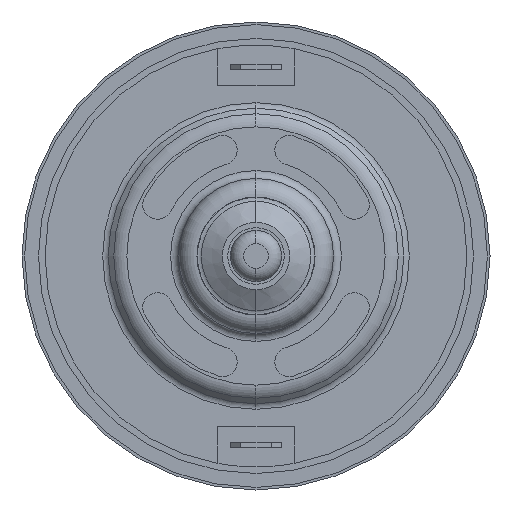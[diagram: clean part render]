
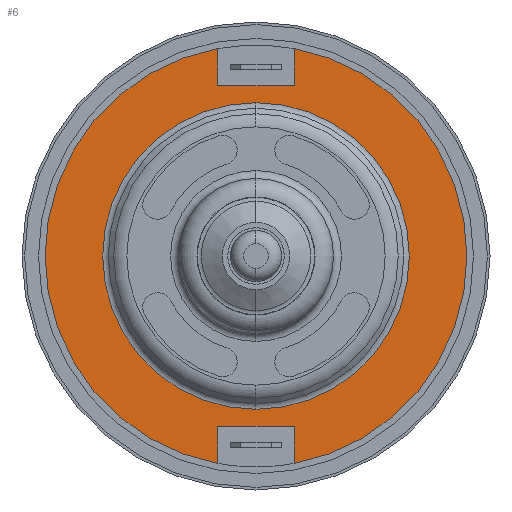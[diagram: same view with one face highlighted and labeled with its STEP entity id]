
A CAD part, left-side view. The second image highlights one B-rep face of the part: STEP entity #6.
In plain terms, the highlighted planar face has unit normal (-1, 0, 0).
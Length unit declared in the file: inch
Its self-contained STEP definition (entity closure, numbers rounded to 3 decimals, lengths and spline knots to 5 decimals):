
#6 = ADVANCED_FACE ( 'NONE', ( #1238, #1235 ), #4295, .T. ) ;
#139 = CIRCLE ( 'NONE', #5955, 0.58043 ) ;
#455 = EDGE_CURVE ( 'NONE', #4513, #4424, #139, .T. ) ;
#976 = AXIS2_PLACEMENT_3D ( 'NONE', #4296, #4293, #4292 ) ;
#1169 = EDGE_CURVE ( 'NONE', #4327, #4329, #2226, .T. ) ;
#1176 = EDGE_CURVE ( 'NONE', #3817, #4329, #2235, .T. ) ;
#1177 = EDGE_CURVE ( 'NONE', #3802, #3817, #2237, .T. ) ;
#1178 = EDGE_CURVE ( 'NONE', #4333, #3771, #2239, .T. ) ;
#1180 = EDGE_CURVE ( 'NONE', #4323, #3802, #2243, .T. ) ;
#1181 = EDGE_CURVE ( 'NONE', #4322, #4327, #2245, .T. ) ;
#1182 = EDGE_CURVE ( 'NONE', #4323, #4333, #2247, .T. ) ;
#1183 = EDGE_CURVE ( 'NONE', #3771, #4322, #2222, .T. ) ;
#1185 = EDGE_CURVE ( 'NONE', #4424, #4513, #2251, .T. ) ;
#1235 = FACE_BOUND ( 'NONE', #2590, .T. ) ;
#1238 = FACE_OUTER_BOUND ( 'NONE', #2527, .T. ) ;
#1523 = DIRECTION ( 'NONE',  ( -1., 0., 0. ) ) ;
#1537 = CARTESIAN_POINT ( 'NONE',  ( 0.075, 0.144, 0.64541 ) ) ;
#1541 = CARTESIAN_POINT ( 'NONE',  ( 0.075, 0.144, -0.64541 ) ) ;
#1588 = DIRECTION ( 'NONE',  ( 0., 0., 1. ) ) ;
#1597 = CARTESIAN_POINT ( 'NONE',  ( 0.075, -0.144, 0.64541 ) ) ;
#1644 = CARTESIAN_POINT ( 'NONE',  ( 0.075, -0.144, -0.64541 ) ) ;
#1651 = DIRECTION ( 'NONE',  ( 0., 0., -1. ) ) ;
#1659 = CARTESIAN_POINT ( 'NONE',  ( 0.075, 0.144, -0.78541 ) ) ;
#1721 = CARTESIAN_POINT ( 'NONE',  ( 0.075, -0.144, 0.64541 ) ) ;
#1733 = CARTESIAN_POINT ( 'NONE',  ( 0.075, 0.144, -0.64541 ) ) ;
#1748 = CARTESIAN_POINT ( 'NONE',  ( 0.075, -0.144, 0.64541 ) ) ;
#1751 = DIRECTION ( 'NONE',  ( 0., 0., -1. ) ) ;
#1840 = CARTESIAN_POINT ( 'NONE',  ( 0.075, 0., 0. ) ) ;
#1852 = CARTESIAN_POINT ( 'NONE',  ( 0.075, -0.144, -0.64541 ) ) ;
#1865 = DIRECTION ( 'NONE',  ( -1., 0., 0. ) ) ;
#1869 = CARTESIAN_POINT ( 'NONE',  ( 0.075, 0.144, 0.78541 ) ) ;
#1939 = CARTESIAN_POINT ( 'NONE',  ( 0.075, -0.144, 0.78541 ) ) ;
#1950 = CARTESIAN_POINT ( 'NONE',  ( 0.075, 0., -0.58043 ) ) ;
#1968 = DIRECTION ( 'NONE',  ( 0., 0., 1. ) ) ;
#1971 = CARTESIAN_POINT ( 'NONE',  ( 0.075, 0., 0. ) ) ;
#1993 = DIRECTION ( 'NONE',  ( 1., 0., 0. ) ) ;
#2023 = CARTESIAN_POINT ( 'NONE',  ( 0.075, -0.144, -0.78541 ) ) ;
#2066 = DIRECTION ( 'NONE',  ( 0., 0., 1. ) ) ;
#2071 = CARTESIAN_POINT ( 'NONE',  ( 0.075, 0., 0.58043 ) ) ;
#2079 = CARTESIAN_POINT ( 'NONE',  ( 0.075, 0., 0. ) ) ;
#2082 = DIRECTION ( 'NONE',  ( 0., 0., 1. ) ) ;
#2106 = CARTESIAN_POINT ( 'NONE',  ( 0.075, 0.144, 0.64541 ) ) ;
#2135 = CARTESIAN_POINT ( 'NONE',  ( 0.075, -0.144, -0.64541 ) ) ;
#2140 = DIRECTION ( 'NONE',  ( 0., 0., 1. ) ) ;
#2143 = DIRECTION ( 'NONE',  ( 0., 1., 0. ) ) ;
#2144 = DIRECTION ( 'NONE',  ( 0., 1., 0. ) ) ;
#2170 = AXIS2_PLACEMENT_3D ( 'NONE', #2079, #1993, #1588 ) ;
#2179 = AXIS2_PLACEMENT_3D ( 'NONE', #1840, #1523, #2140 ) ;
#2182 = AXIS2_PLACEMENT_3D ( 'NONE', #1971, #1865, #2082 ) ;
#2222 = LINE ( 'NONE', #1597, #2229 ) ;
#2226 = CIRCLE ( 'NONE', #2179, 0.7985 ) ;
#2229 = VECTOR ( 'NONE', #2144, 39.37008 ) ;
#2235 = LINE ( 'NONE', #1541, #2236 ) ;
#2236 = VECTOR ( 'NONE', #1751, 39.37008 ) ;
#2237 = LINE ( 'NONE', #1644, #2238 ) ;
#2238 = VECTOR ( 'NONE', #2143, 39.37008 ) ;
#2239 = LINE ( 'NONE', #1748, #2240 ) ;
#2240 = VECTOR ( 'NONE', #1651, 39.37008 ) ;
#2243 = LINE ( 'NONE', #1852, #2244 ) ;
#2244 = VECTOR ( 'NONE', #2066, 39.37008 ) ;
#2245 = LINE ( 'NONE', #2106, #2246 ) ;
#2246 = VECTOR ( 'NONE', #1968, 39.37008 ) ;
#2247 = CIRCLE ( 'NONE', #2182, 0.7985 ) ;
#2251 = CIRCLE ( 'NONE', #2170, 0.58043 ) ;
#2527 = EDGE_LOOP ( 'NONE', ( #3328, #3329, #3330, #3331, #3332, #3333, #3334, #3335 ) ) ;
#2590 = EDGE_LOOP ( 'NONE', ( #3336, #3337 ) ) ;
#3328 = ORIENTED_EDGE ( 'NONE', *, *, #1181, .T. ) ;
#3329 = ORIENTED_EDGE ( 'NONE', *, *, #1169, .T. ) ;
#3330 = ORIENTED_EDGE ( 'NONE', *, *, #1176, .F. ) ;
#3331 = ORIENTED_EDGE ( 'NONE', *, *, #1177, .F. ) ;
#3332 = ORIENTED_EDGE ( 'NONE', *, *, #1180, .F. ) ;
#3333 = ORIENTED_EDGE ( 'NONE', *, *, #1182, .T. ) ;
#3334 = ORIENTED_EDGE ( 'NONE', *, *, #1178, .T. ) ;
#3335 = ORIENTED_EDGE ( 'NONE', *, *, #1183, .T. ) ;
#3336 = ORIENTED_EDGE ( 'NONE', *, *, #455, .T. ) ;
#3337 = ORIENTED_EDGE ( 'NONE', *, *, #1185, .T. ) ;
#3771 = VERTEX_POINT ( 'NONE', #1721 ) ;
#3802 = VERTEX_POINT ( 'NONE', #2135 ) ;
#3817 = VERTEX_POINT ( 'NONE', #1733 ) ;
#4292 = DIRECTION ( 'NONE',  ( 0., 0., 1. ) ) ;
#4293 = DIRECTION ( 'NONE',  ( -1., 0., 0. ) ) ;
#4295 = PLANE ( 'NONE',  #976 ) ;
#4296 = CARTESIAN_POINT ( 'NONE',  ( 0.075, 0., 0. ) ) ;
#4322 = VERTEX_POINT ( 'NONE', #1537 ) ;
#4323 = VERTEX_POINT ( 'NONE', #2023 ) ;
#4327 = VERTEX_POINT ( 'NONE', #1869 ) ;
#4329 = VERTEX_POINT ( 'NONE', #1659 ) ;
#4333 = VERTEX_POINT ( 'NONE', #1939 ) ;
#4424 = VERTEX_POINT ( 'NONE', #1950 ) ;
#4513 = VERTEX_POINT ( 'NONE', #2071 ) ;
#5469 = DIRECTION ( 'NONE',  ( 1., 0., 0. ) ) ;
#5470 = DIRECTION ( 'NONE',  ( 0., 0., 1. ) ) ;
#5473 = CARTESIAN_POINT ( 'NONE',  ( 0.075, 0., 0. ) ) ;
#5955 = AXIS2_PLACEMENT_3D ( 'NONE', #5473, #5469, #5470 ) ;
